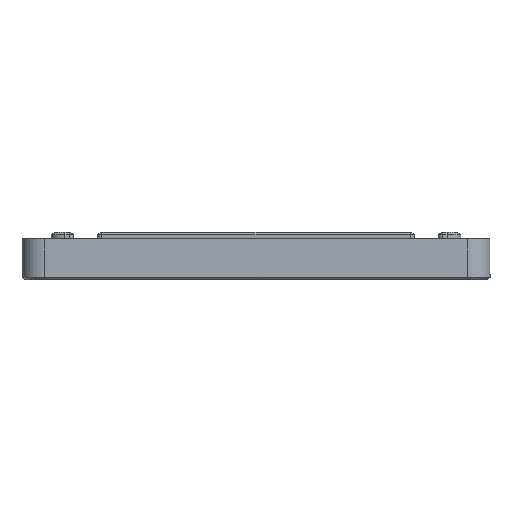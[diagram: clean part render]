
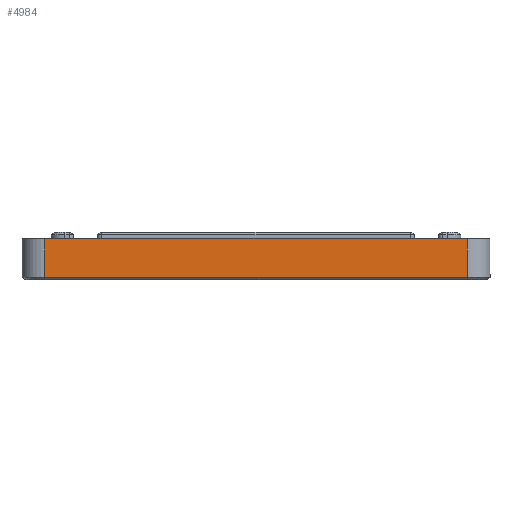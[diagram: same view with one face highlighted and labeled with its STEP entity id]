
A CAD part, front view. The second image highlights one B-rep face of the part: STEP entity #4984.
In plain terms, the highlighted planar face has unit normal (0, -1, 0).
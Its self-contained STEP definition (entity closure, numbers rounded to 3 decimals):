
#954=FACE_OUTER_BOUND('',#1318,.T.);
#1318=EDGE_LOOP('',(#4617,#4618,#4619,#4620));
#1395=LINE('',#7551,#1757);
#1413=LINE('',#7642,#1775);
#1680=LINE('',#8764,#2042);
#1681=LINE('',#8766,#2043);
#1757=VECTOR('',#5934,10.);
#1775=VECTOR('',#6004,10.);
#2042=VECTOR('',#7273,10.);
#2043=VECTOR('',#7276,10.);
#2131=VERTEX_POINT('',#7548);
#2132=VERTEX_POINT('',#7550);
#2157=VERTEX_POINT('',#7634);
#2159=VERTEX_POINT('',#7640);
#2647=EDGE_CURVE('',#2131,#2132,#1395,.T.);
#2683=EDGE_CURVE('',#2159,#2157,#1413,.T.);
#3216=EDGE_CURVE('',#2159,#2132,#1680,.T.);
#3217=EDGE_CURVE('',#2157,#2131,#1681,.T.);
#4617=ORIENTED_EDGE('',*,*,#2683,.F.);
#4618=ORIENTED_EDGE('',*,*,#3216,.T.);
#4619=ORIENTED_EDGE('',*,*,#2647,.F.);
#4620=ORIENTED_EDGE('',*,*,#3217,.F.);
#4690=PLANE('',#5643);
#4984=ADVANCED_FACE('',(#954),#4690,.T.);
#5643=AXIS2_PLACEMENT_3D('',#8765,#7274,#7275);
#5934=DIRECTION('',(1.,0.,0.));
#6004=DIRECTION('',(-1.,0.,0.));
#7273=DIRECTION('',(0.,0.,1.));
#7274=DIRECTION('center_axis',(0.,-1.,0.));
#7275=DIRECTION('ref_axis',(1.,0.,0.));
#7276=DIRECTION('',(0.,0.,1.));
#7548=CARTESIAN_POINT('',(-65.278,-3.302,6.));
#7550=CARTESIAN_POINT('',(-3.302,-3.302,6.));
#7551=CARTESIAN_POINT('',(-65.278,-3.302,6.));
#7634=CARTESIAN_POINT('',(-65.278,-3.302,0.4));
#7640=CARTESIAN_POINT('',(-3.302,-3.302,0.4));
#7642=CARTESIAN_POINT('',(-49.784,-3.302,0.4));
#8764=CARTESIAN_POINT('',(-3.302,-3.302,0.));
#8765=CARTESIAN_POINT('Origin',(-65.278,-3.302,0.));
#8766=CARTESIAN_POINT('',(-65.278,-3.302,0.));
